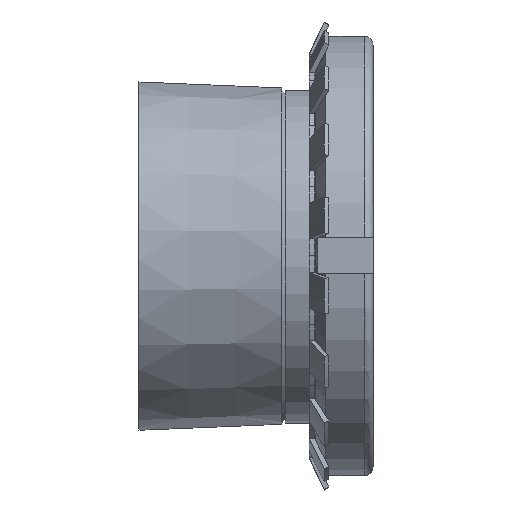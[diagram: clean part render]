
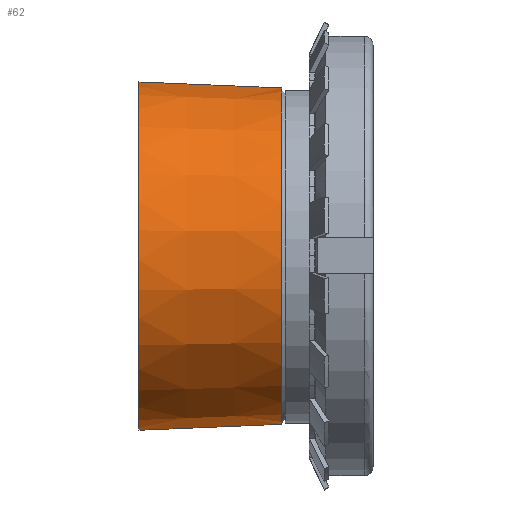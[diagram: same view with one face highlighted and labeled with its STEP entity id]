
A CAD part, top view. The second image highlights one B-rep face of the part: STEP entity #62.
In plain terms, the highlighted conical face has half-angle 2.386 degrees and reference radius 56.355 mm.
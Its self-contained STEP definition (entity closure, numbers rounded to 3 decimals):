
#62=ADVANCED_FACE('',(#250),#251,.T.);
#250=FACE_OUTER_BOUND('',#628,.T.);
#251=CONICAL_SURFACE('',#629,56.355,0.042);
#628=EDGE_LOOP('',(#1006,#1007,#1008,#1009));
#629=AXIS2_PLACEMENT_3D('',#1010,#1011,#1012);
#1006=ORIENTED_EDGE('',*,*,#2491,.F.);
#1007=ORIENTED_EDGE('',*,*,#2492,.F.);
#1008=ORIENTED_EDGE('',*,*,#2493,.T.);
#1009=ORIENTED_EDGE('',*,*,#2494,.T.);
#1010=CARTESIAN_POINT('',(23.485,0.0,0.0));
#1011=DIRECTION('',(-1.0,-0.0,-0.0));
#1012=DIRECTION('',(0.0,1.0,0.0));
#2491=EDGE_CURVE('',#2953,#2954,#2955,.T.);
#2492=EDGE_CURVE('',#2956,#2953,#2957,.T.);
#2493=EDGE_CURVE('',#2956,#2958,#2959,.T.);
#2494=EDGE_CURVE('',#2958,#2954,#2960,.T.);
#2953=VERTEX_POINT('',#3696);
#2954=VERTEX_POINT('',#3697);
#2955=LINE('',#3698,#3699);
#2956=VERTEX_POINT('',#3700);
#2957=CIRCLE('',#3701,55.376);
#2958=VERTEX_POINT('',#3702);
#2959=(B_SPLINE_CURVE(2,(#3704,#3705,#3706),.UNSPECIFIED.,.F.,.F.)B_SPLINE_CURVE_WITH_KNOTS((3,3),(0.0,47.011),.UNSPECIFIED.)RATIONAL_B_SPLINE_CURVE((1.0,1.,1.0))BOUNDED_CURVE()REPRESENTATION_ITEM('')GEOMETRIC_REPRESENTATION_ITEM()CURVE());
#2960=CIRCLE('',#3713,57.333);
#3696=CARTESIAN_POINT('',(46.97,-55.376,0.));
#3697=CARTESIAN_POINT('',(0.0,-57.333,0.));
#3698=CARTESIAN_POINT('',(23.485,-56.355,0.));
#3699=VECTOR('',#5943,1.0);
#3700=CARTESIAN_POINT('',(46.97,55.295,3.0));
#3701=AXIS2_PLACEMENT_3D('',#5944,#5945,#5946);
#3702=CARTESIAN_POINT('',(0.0,57.255,3.0));
#3704=CARTESIAN_POINT('',(46.97,55.295,3.0));
#3705=CARTESIAN_POINT('',(23.894,56.258,3.0));
#3706=CARTESIAN_POINT('',(0.0,57.255,3.0));
#3713=AXIS2_PLACEMENT_3D('',#5947,#5948,#5949);
#5943=DIRECTION('',(-0.999,-0.042,0.));
#5944=CARTESIAN_POINT('',(46.97,0.0,0.0));
#5945=DIRECTION('',(1.0,0.0,0.0));
#5946=DIRECTION('',(0.0,1.0,0.0));
#5947=CARTESIAN_POINT('',(0.0,0.0,0.0));
#5948=DIRECTION('',(1.0,0.0,0.0));
#5949=DIRECTION('',(0.0,1.0,0.0));
